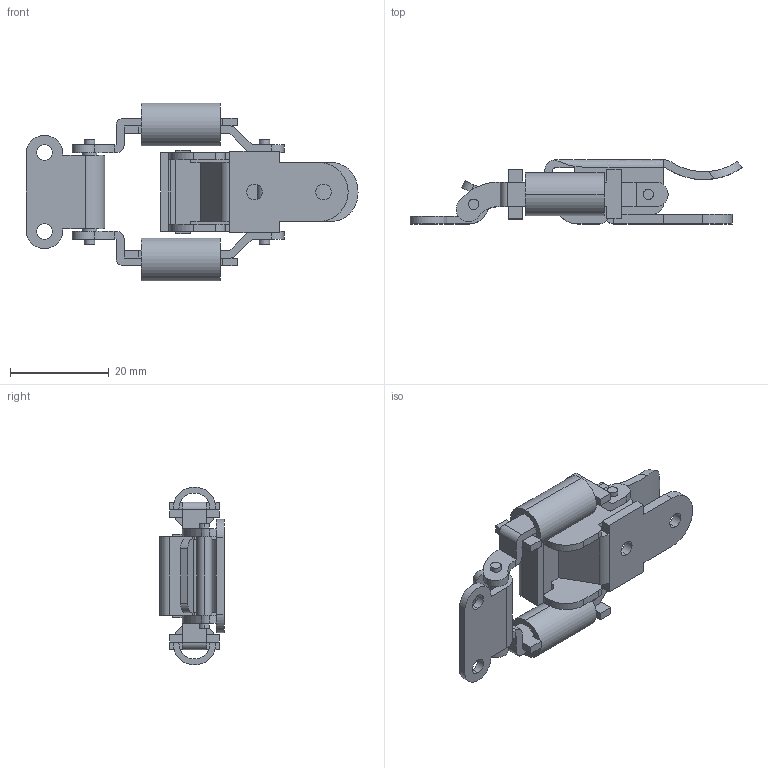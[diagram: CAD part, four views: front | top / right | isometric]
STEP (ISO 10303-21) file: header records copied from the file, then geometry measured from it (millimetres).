
FILE_DESCRIPTION (( 'STEP AP203' ), '1' );
FILE_NAME ('C-7-2.STEP', '2020-01-09T08:07:22', ( '' ), ( '' ), 'SwSTEP 2.0', 'SolidWorks 2014', '' );
FILE_SCHEMA (( 'CONFIG_CONTROL_DESIGN' ));
Length unit declared in the file: millimetre
Products named in the file (9): C-7-2_受け_; C-7-2_アームA-1_; C-7-2_アームB_; C-7-2_アームA-2_; C-7-2_本体A_; C-7-2; C-7-2_本体B_; C-7-2_圧縮コイルバネ_; C-7-2_シャフト_
Assembly tree (11 placements, depth 2):
  C-7-2
    C-7-2_本体B_
    C-7-2_本体A_
    C-7-2_アームB_  x2
    C-7-2_アームA-2_
    C-7-2_受け_
    C-7-2_アームA-1_
    C-7-2_シャフト_  x2
    C-7-2_圧縮コイルバネ_  x2
Bounding box: 67.4 x 13 x 36.1 mm (x, y, z)
Volume: 5614 mm3; surface area: 8734.9 mm2
Topology: 11 solids, 11 shells, 208 faces, 542 edges, 358 vertices
Faces by surface type: plane 118, cylinder 88, bspline 2
Entity records: 6604 total; most frequent: CARTESIAN_POINT 1104, DIRECTION 959, ORIENTED_EDGE 918, EDGE_CURVE 459, AXIS2_PLACEMENT_3D 325, LINE 309, VECTOR 309, VERTEX_POINT 304
